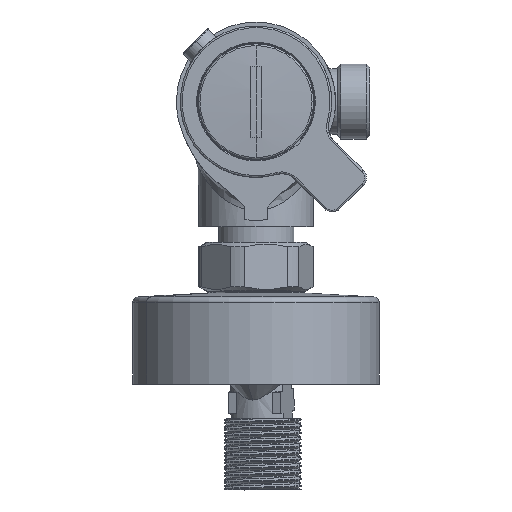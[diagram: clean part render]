
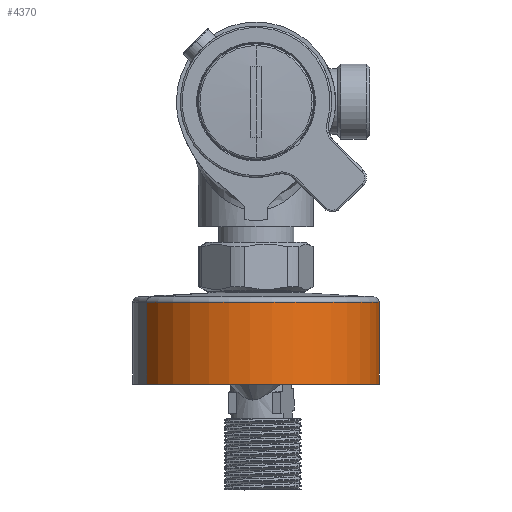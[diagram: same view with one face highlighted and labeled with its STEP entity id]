
A CAD part, left-side view. The second image highlights one B-rep face of the part: STEP entity #4370.
In plain terms, the highlighted cylindrical face has radius 33.75 mm (diameter 67.5 mm), a partial arc.
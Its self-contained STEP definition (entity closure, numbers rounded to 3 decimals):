
#246 = VECTOR ( 'NONE', #67007, 1000. ) ;
#847 = LINE ( 'NONE', #64762, #82821 ) ;
#1177 = EDGE_CURVE ( 'NONE', #2136, #21089, #50645, .T. ) ;
#2136 = VERTEX_POINT ( 'NONE', #64406 ) ;
#4370 = ADVANCED_FACE ( 'NONE', ( #44511 ), #50446, .T. ) ;
#5548 = DIRECTION ( 'NONE',  ( 0.46, -0.888, 0. ) ) ;
#10963 = VERTEX_POINT ( 'NONE', #38818 ) ;
#12242 = DIRECTION ( 'NONE',  ( 0.46, -0.888, 0. ) ) ;
#14141 = AXIS2_PLACEMENT_3D ( 'NONE', #72693, #54083, #79858 ) ;
#15004 = ORIENTED_EDGE ( 'NONE', *, *, #60393, .F. ) ;
#15334 = CARTESIAN_POINT ( 'NONE',  ( -58.962, -29.96, -77.349 ) ) ;
#21089 = VERTEX_POINT ( 'NONE', #15334 ) ;
#21295 = LINE ( 'NONE', #78847, #246 ) ;
#21673 = EDGE_CURVE ( 'NONE', #10963, #68876, #45941, .T. ) ;
#31744 = DIRECTION ( 'NONE',  ( 0., 0., 1. ) ) ;
#33022 = ORIENTED_EDGE ( 'NONE', *, *, #1177, .T. ) ;
#38818 = CARTESIAN_POINT ( 'NONE',  ( -90.038, 29.96, -54.968 ) ) ;
#41056 = ORIENTED_EDGE ( 'NONE', *, *, #57871, .T. ) ;
#44511 = FACE_OUTER_BOUND ( 'NONE', #76322, .T. ) ;
#45941 = CIRCLE ( 'NONE', #68844, 33.75 ) ;
#50446 = CYLINDRICAL_SURFACE ( 'NONE', #66244, 33.75 ) ;
#50645 = CIRCLE ( 'NONE', #14141, 33.75 ) ;
#54083 = DIRECTION ( 'NONE',  ( 0., 0., 1. ) ) ;
#57871 = EDGE_CURVE ( 'NONE', #21089, #68876, #21295, .T. ) ;
#59254 = DIRECTION ( 'NONE',  ( 0., 0., 1. ) ) ;
#59995 = CARTESIAN_POINT ( 'NONE',  ( -58.962, -29.96, -54.968 ) ) ;
#60393 = EDGE_CURVE ( 'NONE', #2136, #10963, #847, .T. ) ;
#64406 = CARTESIAN_POINT ( 'NONE',  ( -90.038, 29.96, -77.349 ) ) ;
#64762 = CARTESIAN_POINT ( 'NONE',  ( -90.038, 29.96, -49.868 ) ) ;
#66244 = AXIS2_PLACEMENT_3D ( 'NONE', #81328, #75795, #5548 ) ;
#67007 = DIRECTION ( 'NONE',  ( 0., 0., 1. ) ) ;
#68844 = AXIS2_PLACEMENT_3D ( 'NONE', #82108, #31744, #12242 ) ;
#68876 = VERTEX_POINT ( 'NONE', #59995 ) ;
#72693 = CARTESIAN_POINT ( 'NONE',  ( -74.5, 0., -77.349 ) ) ;
#75795 = DIRECTION ( 'NONE',  ( 0., 0., 1. ) ) ;
#76322 = EDGE_LOOP ( 'NONE', ( #15004, #33022, #41056, #77257 ) ) ;
#77257 = ORIENTED_EDGE ( 'NONE', *, *, #21673, .F. ) ;
#78847 = CARTESIAN_POINT ( 'NONE',  ( -58.962, -29.96, -49.868 ) ) ;
#79858 = DIRECTION ( 'NONE',  ( 0.46, -0.888, 0. ) ) ;
#81328 = CARTESIAN_POINT ( 'NONE',  ( -74.5, 0., -49.868 ) ) ;
#82108 = CARTESIAN_POINT ( 'NONE',  ( -74.5, 0., -54.968 ) ) ;
#82821 = VECTOR ( 'NONE', #59254, 1000. ) ;
